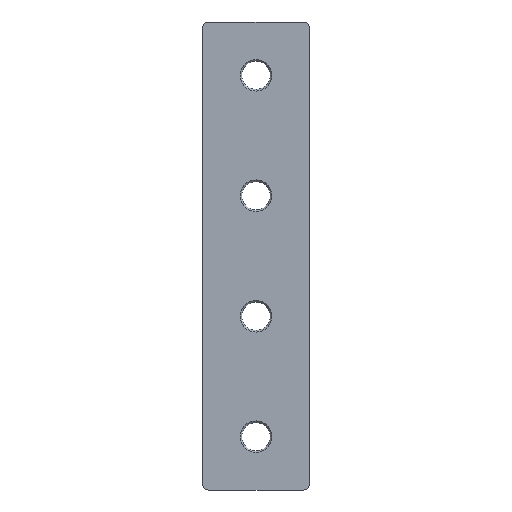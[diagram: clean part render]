
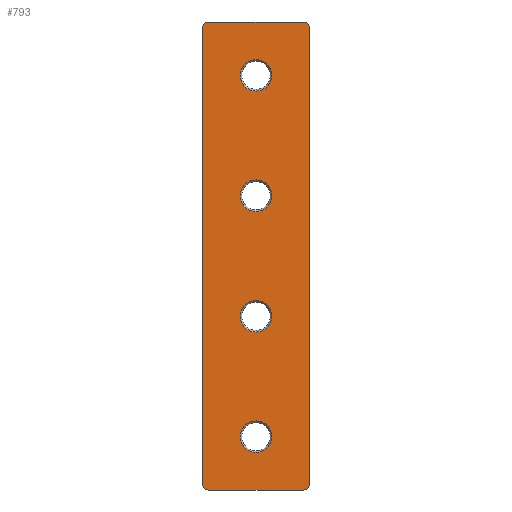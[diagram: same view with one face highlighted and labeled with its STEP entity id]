
A CAD part, front view. The second image highlights one B-rep face of the part: STEP entity #793.
In plain terms, the highlighted planar face has unit normal (0, -1, 0).
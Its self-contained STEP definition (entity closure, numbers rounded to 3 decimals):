
#10 = CARTESIAN_POINT ( 'NONE',  ( -15., 0., -74. ) ) ;
#17 = FACE_OUTER_BOUND ( 'NONE', #472, .T. ) ;
#23 = FACE_BOUND ( 'NONE', #497, .T. ) ;
#25 = FACE_BOUND ( 'NONE', #447, .T. ) ;
#28 = FACE_BOUND ( 'NONE', #470, .T. ) ;
#42 = CIRCLE ( 'NONE', #1074, 5. ) ;
#71 = FACE_BOUND ( 'NONE', #460, .T. ) ;
#72 = EDGE_CURVE ( 'NONE', #779, #456, #313, .T. ) ;
#102 = EDGE_CURVE ( 'NONE', #510, #485, #42, .T. ) ;
#107 = EDGE_CURVE ( 'NONE', #403, #372, #307, .T. ) ;
#108 = DIRECTION ( 'NONE',  ( 0., 0., 1. ) ) ;
#109 = EDGE_CURVE ( 'NONE', #882, #605, #306, .T. ) ;
#112 = DIRECTION ( 'NONE',  ( 0., 1., 0. ) ) ;
#115 = CARTESIAN_POINT ( 'NONE',  ( 0., 0., 57.15 ) ) ;
#123 = EDGE_CURVE ( 'NONE', #555, #1130, #305, .T. ) ;
#126 = EDGE_CURVE ( 'NONE', #555, #953, #298, .T. ) ;
#132 = EDGE_CURVE ( 'NONE', #797, #953, #297, .T. ) ;
#141 = EDGE_CURVE ( 'NONE', #797, #619, #292, .T. ) ;
#157 = EDGE_CURVE ( 'NONE', #710, #619, #286, .T. ) ;
#167 = EDGE_CURVE ( 'NONE', #710, #528, #288, .T. ) ;
#169 = EDGE_CURVE ( 'NONE', #799, #528, #283, .T. ) ;
#172 = EDGE_CURVE ( 'NONE', #799, #1130, #285, .T. ) ;
#234 = CARTESIAN_POINT ( 'NONE',  ( 17., 0., -72. ) ) ;
#273 = CARTESIAN_POINT ( 'NONE',  ( 0., 0., 62.15 ) ) ;
#281 = VECTOR ( 'NONE', #535, 1000. ) ;
#283 = LINE ( 'NONE', #491, #281 ) ;
#284 = VECTOR ( 'NONE', #624, 1000. ) ;
#285 = CIRCLE ( 'NONE', #1050, 2. ) ;
#286 = LINE ( 'NONE', #425, #284 ) ;
#287 = VECTOR ( 'NONE', #578, 1000. ) ;
#288 = CIRCLE ( 'NONE', #1053, 2. ) ;
#292 = CIRCLE ( 'NONE', #1059, 2. ) ;
#295 = VECTOR ( 'NONE', #711, 1000. ) ;
#297 = LINE ( 'NONE', #559, #287 ) ;
#298 = CIRCLE ( 'NONE', #1062, 2. ) ;
#305 = LINE ( 'NONE', #599, #295 ) ;
#306 = CIRCLE ( 'NONE', #1065, 5. ) ;
#307 = CIRCLE ( 'NONE', #1068, 5. ) ;
#313 = CIRCLE ( 'NONE', #1077, 5. ) ;
#325 = CARTESIAN_POINT ( 'NONE',  ( -17., 0., -72. ) ) ;
#331 = DIRECTION ( 'NONE',  ( 0., 0., 1. ) ) ;
#333 = CARTESIAN_POINT ( 'NONE',  ( -17., 0., 74. ) ) ;
#336 = PLANE ( 'NONE',  #823 ) ;
#337 = ORIENTED_EDGE ( 'NONE', *, *, #109, .T. ) ;
#338 = CARTESIAN_POINT ( 'NONE',  ( 17., 0., 72. ) ) ;
#339 = DIRECTION ( 'NONE',  ( 0., 1., 0. ) ) ;
#340 = CARTESIAN_POINT ( 'NONE',  ( 0., 0., -52.15 ) ) ;
#341 = CARTESIAN_POINT ( 'NONE',  ( -15., 0., -72. ) ) ;
#363 = DIRECTION ( 'NONE',  ( 0., 0., 1. ) ) ;
#372 = VERTEX_POINT ( 'NONE', #1196 ) ;
#378 = DIRECTION ( 'NONE',  ( 0., 0., 1. ) ) ;
#380 = DIRECTION ( 'NONE',  ( 0., -1., 0. ) ) ;
#388 = DIRECTION ( 'NONE',  ( 0., 0., 1. ) ) ;
#403 = VERTEX_POINT ( 'NONE', #1137 ) ;
#407 = CARTESIAN_POINT ( 'NONE',  ( -15., 0., 74. ) ) ;
#410 = ORIENTED_EDGE ( 'NONE', *, *, #126, .T. ) ;
#425 = CARTESIAN_POINT ( 'NONE',  ( -17., 0., 74. ) ) ;
#447 = EDGE_LOOP ( 'NONE', ( #648, #848 ) ) ;
#450 = DIRECTION ( 'NONE',  ( 0., -1., 0. ) ) ;
#452 = CARTESIAN_POINT ( 'NONE',  ( -15., 0., 72. ) ) ;
#456 = VERTEX_POINT ( 'NONE', #857 ) ;
#459 = ORIENTED_EDGE ( 'NONE', *, *, #167, .T. ) ;
#460 = EDGE_LOOP ( 'NONE', ( #858, #615 ) ) ;
#470 = EDGE_LOOP ( 'NONE', ( #631, #663 ) ) ;
#472 = EDGE_LOOP ( 'NONE', ( #621, #410, #579, #591, #618, #459, #765, #776 ) ) ;
#478 = DIRECTION ( 'NONE',  ( 0., -1., 0. ) ) ;
#485 = VERTEX_POINT ( 'NONE', #899 ) ;
#491 = CARTESIAN_POINT ( 'NONE',  ( -17., 0., -74. ) ) ;
#492 = CARTESIAN_POINT ( 'NONE',  ( 15., 0., 72. ) ) ;
#497 = EDGE_LOOP ( 'NONE', ( #641, #337 ) ) ;
#506 = DIRECTION ( 'NONE',  ( 0., -1., 0. ) ) ;
#510 = VERTEX_POINT ( 'NONE', #770 ) ;
#528 = VERTEX_POINT ( 'NONE', #676 ) ;
#535 = DIRECTION ( 'NONE',  ( 0., 0., 1. ) ) ;
#555 = VERTEX_POINT ( 'NONE', #651 ) ;
#557 = CARTESIAN_POINT ( 'NONE',  ( 15., 0., -72. ) ) ;
#559 = CARTESIAN_POINT ( 'NONE',  ( 17., 0., -74. ) ) ;
#560 = DIRECTION ( 'NONE',  ( 0., 0., 1. ) ) ;
#564 = DIRECTION ( 'NONE',  ( 0., 0., 1. ) ) ;
#575 = CARTESIAN_POINT ( 'NONE',  ( 15., 0., 74. ) ) ;
#578 = DIRECTION ( 'NONE',  ( 0., 0., -1. ) ) ;
#579 = ORIENTED_EDGE ( 'NONE', *, *, #132, .F. ) ;
#584 = DIRECTION ( 'NONE',  ( 0., 1., 0. ) ) ;
#586 = DIRECTION ( 'NONE',  ( 0., 0., 1. ) ) ;
#589 = DIRECTION ( 'NONE',  ( 0., 1., 0. ) ) ;
#591 = ORIENTED_EDGE ( 'NONE', *, *, #141, .T. ) ;
#599 = CARTESIAN_POINT ( 'NONE',  ( -17., 0., -74. ) ) ;
#605 = VERTEX_POINT ( 'NONE', #612 ) ;
#608 = CARTESIAN_POINT ( 'NONE',  ( 0., 0., -19.05 ) ) ;
#610 = CARTESIAN_POINT ( 'NONE',  ( 0., 0., -57.15 ) ) ;
#612 = CARTESIAN_POINT ( 'NONE',  ( 0., 0., 52.15 ) ) ;
#615 = ORIENTED_EDGE ( 'NONE', *, *, #72, .T. ) ;
#618 = ORIENTED_EDGE ( 'NONE', *, *, #157, .F. ) ;
#619 = VERTEX_POINT ( 'NONE', #575 ) ;
#620 = DIRECTION ( 'NONE',  ( 0., 0., 1. ) ) ;
#621 = ORIENTED_EDGE ( 'NONE', *, *, #123, .F. ) ;
#624 = DIRECTION ( 'NONE',  ( 1., 0., 0. ) ) ;
#631 = ORIENTED_EDGE ( 'NONE', *, *, #1165, .T. ) ;
#632 = DIRECTION ( 'NONE',  ( 0., 1., 0. ) ) ;
#634 = DIRECTION ( 'NONE',  ( 0., 1., 0. ) ) ;
#636 = CARTESIAN_POINT ( 'NONE',  ( 0., 0., 19.05 ) ) ;
#641 = ORIENTED_EDGE ( 'NONE', *, *, #1105, .T. ) ;
#648 = ORIENTED_EDGE ( 'NONE', *, *, #1154, .T. ) ;
#649 = DIRECTION ( 'NONE',  ( 0., 0., 1. ) ) ;
#651 = CARTESIAN_POINT ( 'NONE',  ( 15., 0., -74. ) ) ;
#653 = DIRECTION ( 'NONE',  ( 0., 1., 0. ) ) ;
#663 = ORIENTED_EDGE ( 'NONE', *, *, #102, .T. ) ;
#665 = DIRECTION ( 'NONE',  ( 0., 0., 1. ) ) ;
#666 = CARTESIAN_POINT ( 'NONE',  ( 0., 0., 57.15 ) ) ;
#676 = CARTESIAN_POINT ( 'NONE',  ( -17., 0., 72. ) ) ;
#685 = CIRCLE ( 'NONE', #698, 5. ) ;
#686 = CARTESIAN_POINT ( 'NONE',  ( 0., 0., -57.15 ) ) ;
#698 = AXIS2_PLACEMENT_3D ( 'NONE', #610, #589, #586 ) ;
#706 = AXIS2_PLACEMENT_3D ( 'NONE', #1033, #1025, #1017 ) ;
#710 = VERTEX_POINT ( 'NONE', #407 ) ;
#711 = DIRECTION ( 'NONE',  ( -1., 0., 0. ) ) ;
#726 = AXIS2_PLACEMENT_3D ( 'NONE', #1181, #1174, #1167 ) ;
#765 = ORIENTED_EDGE ( 'NONE', *, *, #169, .F. ) ;
#769 = AXIS2_PLACEMENT_3D ( 'NONE', #115, #112, #108 ) ;
#770 = CARTESIAN_POINT ( 'NONE',  ( 0., 0., -14.05 ) ) ;
#776 = ORIENTED_EDGE ( 'NONE', *, *, #172, .T. ) ;
#779 = VERTEX_POINT ( 'NONE', #340 ) ;
#793 = ADVANCED_FACE ( 'NONE', ( #71, #28, #25, #23, #17 ), #336, .F. ) ;
#797 = VERTEX_POINT ( 'NONE', #338 ) ;
#799 = VERTEX_POINT ( 'NONE', #325 ) ;
#823 = AXIS2_PLACEMENT_3D ( 'NONE', #333, #339, #331 ) ;
#848 = ORIENTED_EDGE ( 'NONE', *, *, #107, .T. ) ;
#857 = CARTESIAN_POINT ( 'NONE',  ( 0., 0., -62.15 ) ) ;
#858 = ORIENTED_EDGE ( 'NONE', *, *, #1199, .T. ) ;
#882 = VERTEX_POINT ( 'NONE', #273 ) ;
#899 = CARTESIAN_POINT ( 'NONE',  ( 0., 0., -24.05 ) ) ;
#934 = CIRCLE ( 'NONE', #706, 5. ) ;
#953 = VERTEX_POINT ( 'NONE', #234 ) ;
#972 = CIRCLE ( 'NONE', #726, 5. ) ;
#1017 = DIRECTION ( 'NONE',  ( 0., 0., 1. ) ) ;
#1025 = DIRECTION ( 'NONE',  ( 0., 1., 0. ) ) ;
#1033 = CARTESIAN_POINT ( 'NONE',  ( 0., 0., -19.05 ) ) ;
#1034 = CIRCLE ( 'NONE', #769, 5. ) ;
#1050 = AXIS2_PLACEMENT_3D ( 'NONE', #341, #380, #378 ) ;
#1053 = AXIS2_PLACEMENT_3D ( 'NONE', #452, #450, #388 ) ;
#1059 = AXIS2_PLACEMENT_3D ( 'NONE', #492, #506, #564 ) ;
#1062 = AXIS2_PLACEMENT_3D ( 'NONE', #557, #478, #363 ) ;
#1065 = AXIS2_PLACEMENT_3D ( 'NONE', #666, #632, #560 ) ;
#1068 = AXIS2_PLACEMENT_3D ( 'NONE', #636, #584, #620 ) ;
#1074 = AXIS2_PLACEMENT_3D ( 'NONE', #608, #634, #649 ) ;
#1077 = AXIS2_PLACEMENT_3D ( 'NONE', #686, #653, #665 ) ;
#1105 = EDGE_CURVE ( 'NONE', #605, #882, #1034, .T. ) ;
#1130 = VERTEX_POINT ( 'NONE', #10 ) ;
#1137 = CARTESIAN_POINT ( 'NONE',  ( 0., 0., 24.05 ) ) ;
#1154 = EDGE_CURVE ( 'NONE', #372, #403, #972, .T. ) ;
#1165 = EDGE_CURVE ( 'NONE', #485, #510, #934, .T. ) ;
#1167 = DIRECTION ( 'NONE',  ( 0., 0., 1. ) ) ;
#1174 = DIRECTION ( 'NONE',  ( 0., 1., 0. ) ) ;
#1181 = CARTESIAN_POINT ( 'NONE',  ( 0., 0., 19.05 ) ) ;
#1196 = CARTESIAN_POINT ( 'NONE',  ( 0., 0., 14.05 ) ) ;
#1199 = EDGE_CURVE ( 'NONE', #456, #779, #685, .T. ) ;
